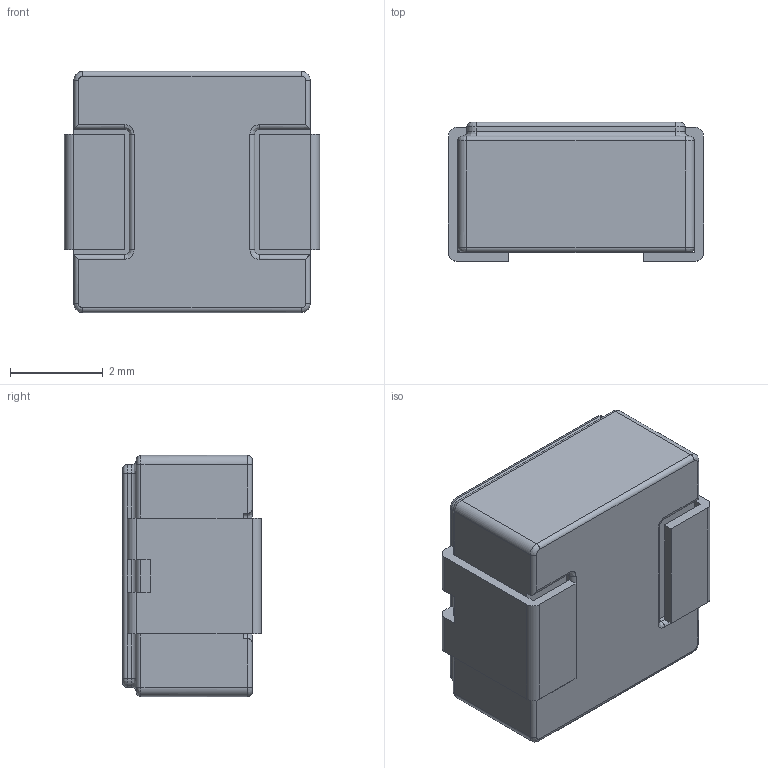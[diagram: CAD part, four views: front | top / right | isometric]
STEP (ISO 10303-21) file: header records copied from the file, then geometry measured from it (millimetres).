
FILE_DESCRIPTION (( 'STEP AP214' ), '1' );
FILE_NAME ('User Library-IHLP2020CZ.STEP', '2021-02-04T23:32:53', ( '' ), ( '' ), 'SwSTEP 2.0', 'SolidWorks 2020', '' );
FILE_SCHEMA (( 'AUTOMOTIVE_DESIGN' ));
Length unit declared in the file: millimetre
Products named in the file (1): User Library-IHLP2020CZ
Bounding box: 5.5 x 3 x 5.2 mm (x, y, z)
Volume: 75.5 mm3; surface area: 127 mm2
Topology: 1 solids, 1 shells, 124 faces, 302 edges, 180 vertices
Faces by surface type: plane 54, cylinder 50, bspline 20
Entity records: 5778 total; most frequent: CARTESIAN_POINT 1593, ORIENTED_EDGE 604, DIRECTION 562, EDGE_CURVE 302, AXIS2_PLACEMENT_3D 188, LINE 186, VECTOR 186, VERTEX_POINT 180
